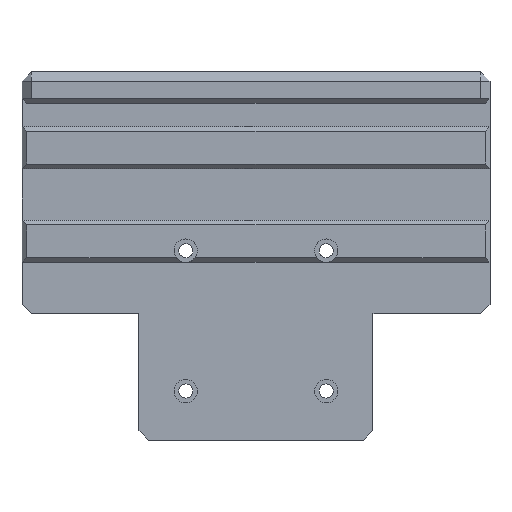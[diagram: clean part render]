
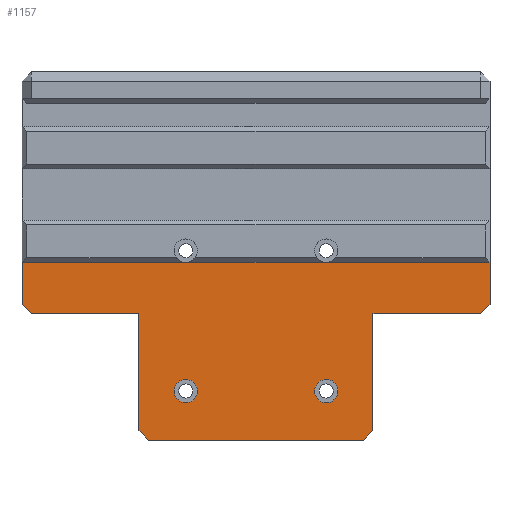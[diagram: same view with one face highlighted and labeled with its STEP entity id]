
A CAD part, front view. The second image highlights one B-rep face of the part: STEP entity #1157.
In plain terms, the highlighted planar face has unit normal (0, -1, 0).
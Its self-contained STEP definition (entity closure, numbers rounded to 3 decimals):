
#31=FACE_BOUND('',#159,.T.);
#32=FACE_BOUND('',#160,.T.);
#47=CIRCLE('',#1235,2.5);
#48=CIRCLE('',#1236,2.5);
#49=CIRCLE('',#1237,2.5);
#50=CIRCLE('',#1238,2.5);
#95=FACE_OUTER_BOUND('',#158,.T.);
#158=EDGE_LOOP('',(#774,#775,#776,#777,#778,#779,#780,#781,#782,#783,#784,
#785,#786,#787));
#159=EDGE_LOOP('',(#788,#789));
#160=EDGE_LOOP('',(#790,#791));
#237=LINE('',#1702,#358);
#239=LINE('',#1706,#360);
#243=LINE('',#1714,#364);
#246=LINE('',#1720,#367);
#247=LINE('',#1722,#368);
#248=LINE('',#1724,#369);
#249=LINE('',#1726,#370);
#250=LINE('',#1728,#371);
#251=LINE('',#1729,#372);
#252=LINE('',#1731,#373);
#253=LINE('',#1733,#374);
#254=LINE('',#1735,#375);
#255=LINE('',#1737,#376);
#256=LINE('',#1738,#377);
#358=VECTOR('',#1351,10.);
#360=VECTOR('',#1355,1000.);
#364=VECTOR('',#1359,1000.);
#367=VECTOR('',#1364,1000.);
#368=VECTOR('',#1365,1000.);
#369=VECTOR('',#1366,1000.);
#370=VECTOR('',#1367,1000.);
#371=VECTOR('',#1368,1000.);
#372=VECTOR('',#1369,10.);
#373=VECTOR('',#1370,1000.);
#374=VECTOR('',#1371,10.);
#375=VECTOR('',#1372,1000.);
#376=VECTOR('',#1373,10.);
#377=VECTOR('',#1374,1000.);
#479=VERTEX_POINT('',#1699);
#480=VERTEX_POINT('',#1701);
#481=VERTEX_POINT('',#1705);
#484=VERTEX_POINT('',#1711);
#485=VERTEX_POINT('',#1713);
#487=VERTEX_POINT('',#1719);
#488=VERTEX_POINT('',#1721);
#489=VERTEX_POINT('',#1723);
#490=VERTEX_POINT('',#1725);
#491=VERTEX_POINT('',#1727);
#492=VERTEX_POINT('',#1730);
#493=VERTEX_POINT('',#1732);
#494=VERTEX_POINT('',#1734);
#495=VERTEX_POINT('',#1736);
#496=VERTEX_POINT('',#1739);
#497=VERTEX_POINT('',#1740);
#498=VERTEX_POINT('',#1743);
#499=VERTEX_POINT('',#1744);
#593=EDGE_CURVE('',#479,#480,#237,.T.);
#595=EDGE_CURVE('',#480,#481,#239,.T.);
#599=EDGE_CURVE('',#484,#485,#243,.T.);
#602=EDGE_CURVE('',#487,#479,#246,.T.);
#603=EDGE_CURVE('',#487,#488,#247,.T.);
#604=EDGE_CURVE('',#488,#489,#248,.T.);
#605=EDGE_CURVE('',#489,#490,#249,.T.);
#606=EDGE_CURVE('',#490,#491,#250,.T.);
#607=EDGE_CURVE('',#485,#491,#251,.T.);
#608=EDGE_CURVE('',#492,#484,#252,.T.);
#609=EDGE_CURVE('',#493,#492,#253,.T.);
#610=EDGE_CURVE('',#494,#493,#254,.T.);
#611=EDGE_CURVE('',#495,#494,#255,.T.);
#612=EDGE_CURVE('',#495,#481,#256,.T.);
#613=EDGE_CURVE('',#496,#497,#47,.T.);
#614=EDGE_CURVE('',#497,#496,#48,.T.);
#615=EDGE_CURVE('',#498,#499,#49,.T.);
#616=EDGE_CURVE('',#499,#498,#50,.T.);
#774=ORIENTED_EDGE('',*,*,#593,.F.);
#775=ORIENTED_EDGE('',*,*,#602,.F.);
#776=ORIENTED_EDGE('',*,*,#603,.T.);
#777=ORIENTED_EDGE('',*,*,#604,.T.);
#778=ORIENTED_EDGE('',*,*,#605,.T.);
#779=ORIENTED_EDGE('',*,*,#606,.T.);
#780=ORIENTED_EDGE('',*,*,#607,.F.);
#781=ORIENTED_EDGE('',*,*,#599,.F.);
#782=ORIENTED_EDGE('',*,*,#608,.F.);
#783=ORIENTED_EDGE('',*,*,#609,.F.);
#784=ORIENTED_EDGE('',*,*,#610,.F.);
#785=ORIENTED_EDGE('',*,*,#611,.F.);
#786=ORIENTED_EDGE('',*,*,#612,.T.);
#787=ORIENTED_EDGE('',*,*,#595,.F.);
#788=ORIENTED_EDGE('',*,*,#613,.F.);
#789=ORIENTED_EDGE('',*,*,#614,.F.);
#790=ORIENTED_EDGE('',*,*,#615,.F.);
#791=ORIENTED_EDGE('',*,*,#616,.F.);
#1106=PLANE('',#1234);
#1157=ADVANCED_FACE('',(#95,#31,#32),#1106,.F.);
#1234=AXIS2_PLACEMENT_3D('',#1718,#1362,#1363);
#1235=AXIS2_PLACEMENT_3D('',#1741,#1375,#1376);
#1236=AXIS2_PLACEMENT_3D('',#1742,#1377,#1378);
#1237=AXIS2_PLACEMENT_3D('',#1745,#1379,#1380);
#1238=AXIS2_PLACEMENT_3D('',#1746,#1381,#1382);
#1351=DIRECTION('',(-0.707,0.,-0.707));
#1355=DIRECTION('',(-1.,0.,0.));
#1359=DIRECTION('',(-1.,0.,0.));
#1362=DIRECTION('center_axis',(0.,1.,0.));
#1363=DIRECTION('ref_axis',(0.,0.,1.));
#1364=DIRECTION('',(0.,0.,-1.));
#1365=DIRECTION('',(-1.,0.,0.));
#1366=DIRECTION('',(-1.,0.,0.));
#1367=DIRECTION('',(-1.,0.,0.));
#1368=DIRECTION('',(0.,0.,-1.));
#1369=DIRECTION('',(-0.707,0.,0.707));
#1370=DIRECTION('',(0.,0.,1.));
#1371=DIRECTION('',(-0.707,0.,0.707));
#1372=DIRECTION('',(-1.,0.,0.));
#1373=DIRECTION('',(-0.707,0.,-0.707));
#1374=DIRECTION('',(0.,0.,1.));
#1375=DIRECTION('center_axis',(0.,-1.,0.));
#1376=DIRECTION('ref_axis',(0.,0.,1.));
#1377=DIRECTION('center_axis',(0.,-1.,0.));
#1378=DIRECTION('ref_axis',(0.,0.,1.));
#1379=DIRECTION('center_axis',(0.,-1.,0.));
#1380=DIRECTION('ref_axis',(0.,0.,1.));
#1381=DIRECTION('center_axis',(0.,-1.,0.));
#1382=DIRECTION('ref_axis',(0.,0.,1.));
#1699=CARTESIAN_POINT('',(50.,20.,-23.5));
#1701=CARTESIAN_POINT('',(48.,20.,-25.5));
#1702=CARTESIAN_POINT('',(55.375,20.,-18.125));
#1705=CARTESIAN_POINT('',(25.,20.,-25.5));
#1706=CARTESIAN_POINT('',(50.,20.,-25.5));
#1711=CARTESIAN_POINT('',(-25.,20.,-25.5));
#1713=CARTESIAN_POINT('',(-48.,20.,-25.5));
#1714=CARTESIAN_POINT('',(50.,20.,-25.5));
#1718=CARTESIAN_POINT('Origin',(50.,20.,0.));
#1719=CARTESIAN_POINT('',(50.,20.,-14.5));
#1720=CARTESIAN_POINT('',(50.,20.,0.));
#1721=CARTESIAN_POINT('',(15.,20.,-14.5));
#1722=CARTESIAN_POINT('',(50.,20.,-14.5));
#1723=CARTESIAN_POINT('',(-15.,20.,-14.5));
#1724=CARTESIAN_POINT('',(50.,20.,-14.5));
#1725=CARTESIAN_POINT('',(-50.,20.,-14.5));
#1726=CARTESIAN_POINT('',(50.,20.,-14.5));
#1727=CARTESIAN_POINT('',(-50.,20.,-23.5));
#1728=CARTESIAN_POINT('',(-50.,20.,0.));
#1729=CARTESIAN_POINT('',(-30.375,20.,-43.125));
#1730=CARTESIAN_POINT('',(-25.,20.,-50.5));
#1731=CARTESIAN_POINT('',(-25.,20.,0.));
#1732=CARTESIAN_POINT('',(-23.,20.,-52.5));
#1733=CARTESIAN_POINT('',(-18.375,20.,-57.125));
#1734=CARTESIAN_POINT('',(23.,20.,-52.5));
#1735=CARTESIAN_POINT('',(25.,20.,-52.5));
#1736=CARTESIAN_POINT('',(25.,20.,-50.5));
#1737=CARTESIAN_POINT('',(43.375,20.,-32.125));
#1738=CARTESIAN_POINT('',(25.,20.,0.));
#1739=CARTESIAN_POINT('',(15.,20.,-39.5));
#1740=CARTESIAN_POINT('',(15.,20.,-44.5));
#1741=CARTESIAN_POINT('Origin',(15.,20.,-42.));
#1742=CARTESIAN_POINT('Origin',(15.,20.,-42.));
#1743=CARTESIAN_POINT('',(-15.,20.,-39.5));
#1744=CARTESIAN_POINT('',(-15.,20.,-44.5));
#1745=CARTESIAN_POINT('Origin',(-15.,20.,-42.));
#1746=CARTESIAN_POINT('Origin',(-15.,20.,-42.));
